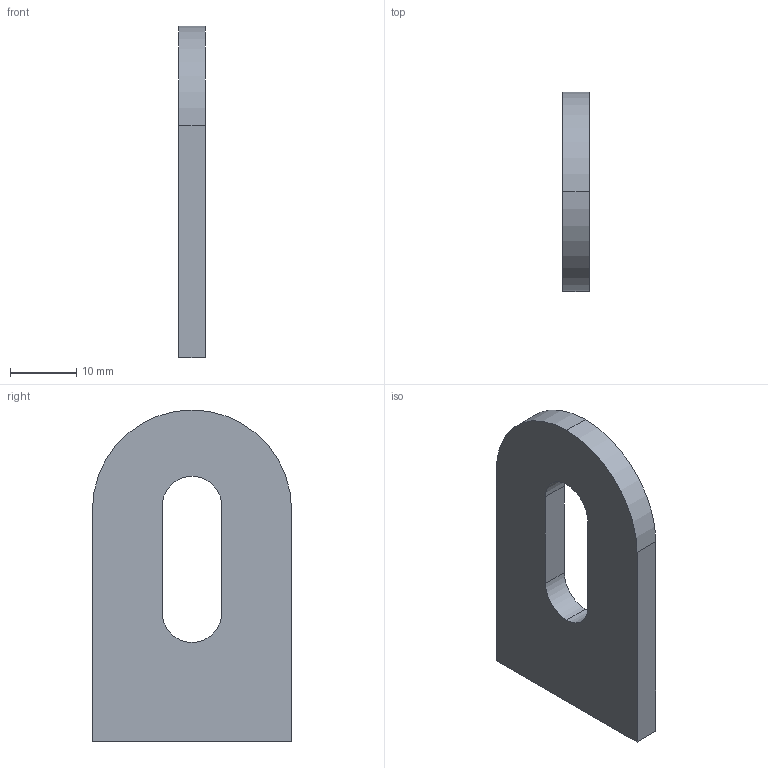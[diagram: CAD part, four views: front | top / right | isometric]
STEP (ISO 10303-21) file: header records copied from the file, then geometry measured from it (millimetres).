
FILE_DESCRIPTION (( 'STEP AP203' ), '1' );
FILE_NAME ('54111-240G-4.step', '2019-02-20T13:29:36', ( '' ), ( '' ), 'SwSTEP 2.0', 'SolidWorks 2015', '' );
FILE_SCHEMA (( 'CONFIG_CONTROL_DESIGN' ));
Length unit declared in the file: millimetre
Products named in the file (1): 54111-240G-4
Bounding box: 4 x 30 x 50 mm (x, y, z)
Volume: 4783 mm3; surface area: 3227.4 mm2
Topology: 1 solids, 1 shells, 254 faces, 675 edges, 450 vertices
Faces by surface type: plane 169, bspline 80, cylinder 5
Entity records: 12306 total; most frequent: CARTESIAN_POINT 6436, ORIENTED_EDGE 1350, DIRECTION 875, EDGE_CURVE 675, LINE 505, VECTOR 505, VERTEX_POINT 450, EDGE_LOOP 283
